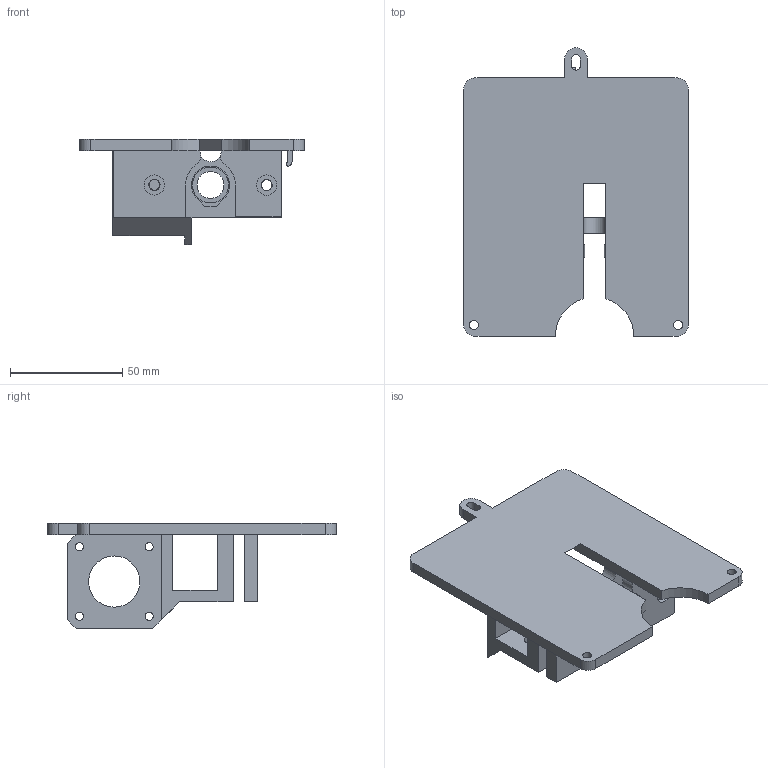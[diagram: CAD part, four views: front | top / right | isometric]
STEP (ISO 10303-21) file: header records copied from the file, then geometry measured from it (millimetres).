
FILE_DESCRIPTION(/* description */ (''),/* implementation_level */ '2;1');
FILE_NAME(/* name */ 'mainplatev2.stp',/* time_stamp */ '2023-05-31T14:12:27-05:00',/* author */ ('WubbGmbaa'),/* organization */ (''),/* preprocessor_version */ 'ST-DEVELOPER v18.1',/* originating_system */ 'Autodesk Inventor 2021',/* authorisation */ '');
FILE_SCHEMA (('AUTOMOTIVE_DESIGN { 1 0 10303 214 3 1 1 }'));
Length unit declared in the file: millimetre
Products named in the file (1): mainplatev2
Bounding box: 100 x 128.57 x 46.96 mm (x, y, z)
Volume: 89480.5 mm3; surface area: 43145.4 mm2
Topology: 2 solids, 2 shells, 116 faces, 318 edges, 214 vertices
Faces by surface type: plane 76, cylinder 40
Full cylindrical faces by diameter (mm): 3.6 x4, 4 x2, 4.7 x2, 5 x4, 9 x2, 12 x1, 16 x1, 22.8 x1
Entity records: 3802 total; most frequent: CARTESIAN_POINT 649, DIRECTION 644, ORIENTED_EDGE 636, EDGE_CURVE 318, LINE 226, VECTOR 226, VERTEX_POINT 214, AXIS2_PLACEMENT_3D 209
